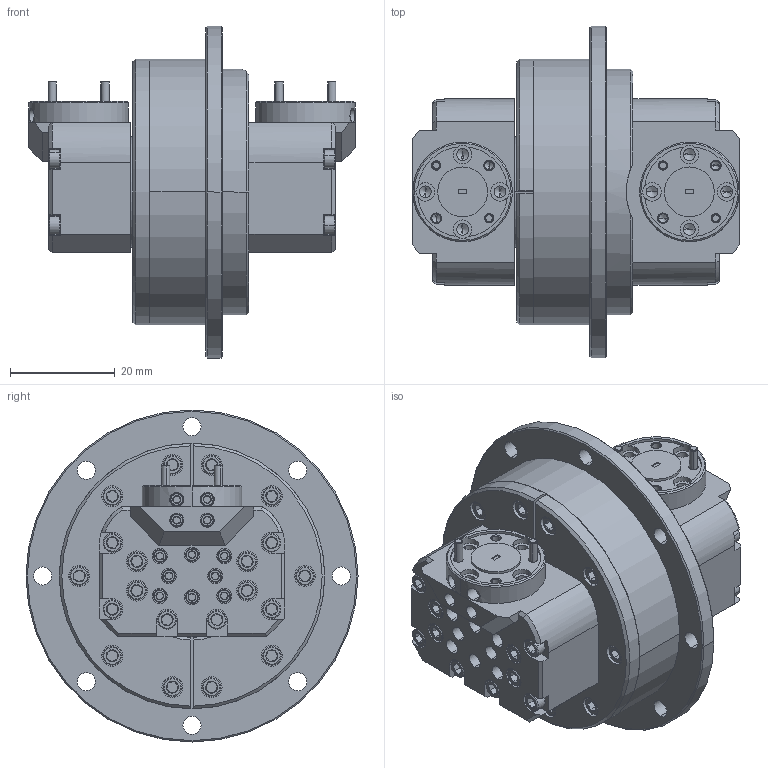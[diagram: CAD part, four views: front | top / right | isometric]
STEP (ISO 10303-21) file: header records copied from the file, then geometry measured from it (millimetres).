
FILE_DESCRIPTION (( 'STEP AP214' ), '1' );
FILE_NAME ('AN-R06R-R06R-A, Defeatured.STEP', '2024-04-26T22:45:45', ( '' ), ( '' ), 'SwSTEP 2.0', 'SolidWorks 2021', '' );
FILE_SCHEMA (( 'AUTOMOTIVE_DESIGN' ));
Length unit declared in the file: inch
Products named in the file (1): AN-R06R-R06R-A, Defeatured
Bounding box: 62.42 x 63.5 x 63.5 mm (x, y, z)
Volume: 75696 mm3; surface area: 22519.4 mm2
Topology: 1 solids, 1 shells, 1588 faces, 3326 edges, 1896 vertices
Faces by surface type: cone 661, plane 601, cylinder 326
Entity records: 42617 total; most frequent: CARTESIAN_POINT 8824, DIRECTION 7384, ORIENTED_EDGE 6604, EDGE_CURVE 3302, AXIS2_PLACEMENT_3D 2899, VERTEX_POINT 1896, EDGE_LOOP 1800, FACE_OUTER_BOUND 1588
